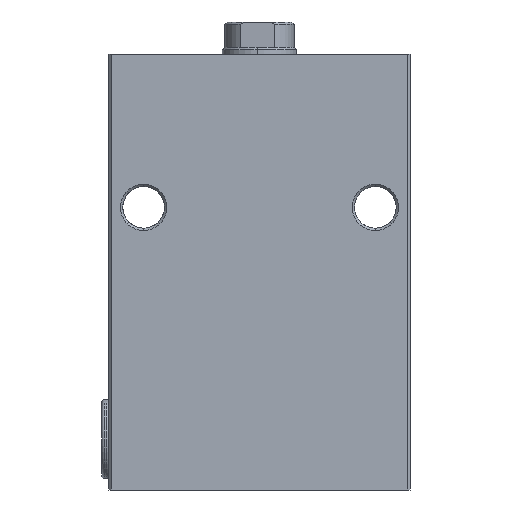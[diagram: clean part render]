
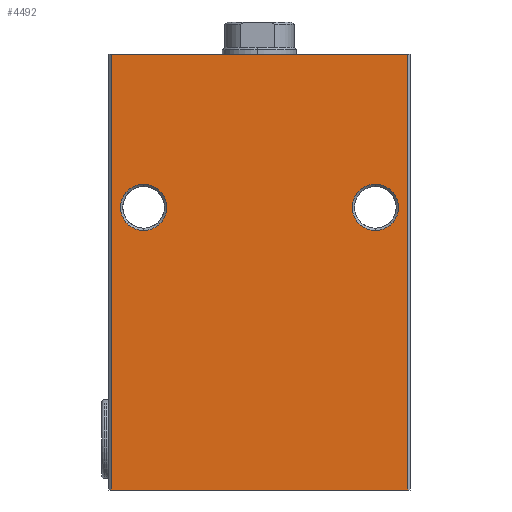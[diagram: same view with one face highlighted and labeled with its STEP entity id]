
A CAD part, front view. The second image highlights one B-rep face of the part: STEP entity #4492.
In plain terms, the highlighted planar face has unit normal (0, -1, 0).
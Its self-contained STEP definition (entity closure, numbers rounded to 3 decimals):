
#17 = CIRCLE ( 'NONE', #2942, 5. ) ;
#218 = DIRECTION ( 'NONE',  ( -1., 0., 0. ) ) ;
#458 = DIRECTION ( 'NONE',  ( -1., 0., 0. ) ) ;
#806 = EDGE_CURVE ( 'NONE', #5854, #1067, #1959, .T. ) ;
#809 = ORIENTED_EDGE ( 'NONE', *, *, #4394, .T. ) ;
#891 = VERTEX_POINT ( 'NONE', #6663 ) ;
#912 = EDGE_CURVE ( 'NONE', #1462, #5162, #997, .T. ) ;
#943 = CARTESIAN_POINT ( 'NONE',  ( -14045.369, 1862.09, 61. ) ) ;
#997 = LINE ( 'NONE', #3253, #4410 ) ;
#1009 = CARTESIAN_POINT ( 'NONE',  ( -13988.369, 1862.09, 0. ) ) ;
#1067 = VERTEX_POINT ( 'NONE', #4483 ) ;
#1077 = CARTESIAN_POINT ( 'NONE',  ( -13988.369, 1862.09, 94. ) ) ;
#1103 = VECTOR ( 'NONE', #4541, 1000. ) ;
#1176 = CARTESIAN_POINT ( 'NONE',  ( -13988.369, 1862.09, 94. ) ) ;
#1184 = CARTESIAN_POINT ( 'NONE',  ( -13995.369, 1862.09, 61. ) ) ;
#1289 = CARTESIAN_POINT ( 'NONE',  ( -13995.369, 1862.09, 66. ) ) ;
#1462 = VERTEX_POINT ( 'NONE', #2063 ) ;
#1490 = DIRECTION ( 'NONE',  ( -1., 0., 0. ) ) ;
#1573 = AXIS2_PLACEMENT_3D ( 'NONE', #6975, #3571, #218 ) ;
#1742 = DIRECTION ( 'NONE',  ( -1., 0., 0. ) ) ;
#1744 = VERTEX_POINT ( 'NONE', #4518 ) ;
#1959 = LINE ( 'NONE', #2253, #3438 ) ;
#2052 = ORIENTED_EDGE ( 'NONE', *, *, #6591, .T. ) ;
#2063 = CARTESIAN_POINT ( 'NONE',  ( -14052.369, 1862.09, 94. ) ) ;
#2253 = CARTESIAN_POINT ( 'NONE',  ( -13988.369, 1862.09, 94. ) ) ;
#2289 = FACE_BOUND ( 'NONE', #3787, .T. ) ;
#2463 = EDGE_LOOP ( 'NONE', ( #3619, #6246, #4716, #4925 ) ) ;
#2467 = FACE_OUTER_BOUND ( 'NONE', #2463, .T. ) ;
#2649 = LINE ( 'NONE', #1009, #5637 ) ;
#2942 = AXIS2_PLACEMENT_3D ( 'NONE', #7220, #3824, #458 ) ;
#3233 = DIRECTION ( 'NONE',  ( 1., 0., 0. ) ) ;
#3253 = CARTESIAN_POINT ( 'NONE',  ( -14052.369, 1862.09, 94. ) ) ;
#3276 = AXIS2_PLACEMENT_3D ( 'NONE', #943, #4864, #1490 ) ;
#3438 = VECTOR ( 'NONE', #3935, 1000. ) ;
#3439 = VERTEX_POINT ( 'NONE', #1289 ) ;
#3571 = DIRECTION ( 'NONE',  ( 0., 1., 0. ) ) ;
#3619 = ORIENTED_EDGE ( 'NONE', *, *, #4388, .T. ) ;
#3787 = EDGE_LOOP ( 'NONE', ( #809, #6405 ) ) ;
#3824 = DIRECTION ( 'NONE',  ( 0., 1., 0. ) ) ;
#3935 = DIRECTION ( 'NONE',  ( 0., 0., -1. ) ) ;
#4151 = EDGE_CURVE ( 'NONE', #891, #3439, #7235, .T. ) ;
#4330 = DIRECTION ( 'NONE',  ( 0., 0., -1. ) ) ;
#4388 = EDGE_CURVE ( 'NONE', #5162, #1067, #2649, .T. ) ;
#4394 = EDGE_CURVE ( 'NONE', #4644, #1744, #17, .T. ) ;
#4410 = VECTOR ( 'NONE', #4330, 1000. ) ;
#4432 = DIRECTION ( 'NONE',  ( 0., 1., 0. ) ) ;
#4483 = CARTESIAN_POINT ( 'NONE',  ( -13988.369, 1862.09, 0. ) ) ;
#4492 = ADVANCED_FACE ( 'NONE', ( #5279, #2289, #2467 ), #5583, .F. ) ;
#4518 = CARTESIAN_POINT ( 'NONE',  ( -14045.369, 1862.09, 66. ) ) ;
#4541 = DIRECTION ( 'NONE',  ( 1., 0., 0. ) ) ;
#4644 = VERTEX_POINT ( 'NONE', #6823 ) ;
#4700 = ORIENTED_EDGE ( 'NONE', *, *, #4151, .T. ) ;
#4716 = ORIENTED_EDGE ( 'NONE', *, *, #7236, .F. ) ;
#4864 = DIRECTION ( 'NONE',  ( 0., 1., 0. ) ) ;
#4925 = ORIENTED_EDGE ( 'NONE', *, *, #912, .T. ) ;
#5083 = AXIS2_PLACEMENT_3D ( 'NONE', #1184, #5125, #1742 ) ;
#5125 = DIRECTION ( 'NONE',  ( 0., 1., 0. ) ) ;
#5162 = VERTEX_POINT ( 'NONE', #5882 ) ;
#5254 = CARTESIAN_POINT ( 'NONE',  ( -13988.369, 1862.09, 94. ) ) ;
#5279 = FACE_BOUND ( 'NONE', #5907, .T. ) ;
#5294 = EDGE_CURVE ( 'NONE', #1744, #4644, #6415, .T. ) ;
#5583 = PLANE ( 'NONE',  #6347 ) ;
#5637 = VECTOR ( 'NONE', #3233, 1000. ) ;
#5854 = VERTEX_POINT ( 'NONE', #5254 ) ;
#5882 = CARTESIAN_POINT ( 'NONE',  ( -14052.369, 1862.09, 0. ) ) ;
#5907 = EDGE_LOOP ( 'NONE', ( #4700, #2052 ) ) ;
#6139 = DIRECTION ( 'NONE',  ( -1., 0., 0. ) ) ;
#6246 = ORIENTED_EDGE ( 'NONE', *, *, #806, .F. ) ;
#6347 = AXIS2_PLACEMENT_3D ( 'NONE', #1077, #4432, #6139 ) ;
#6405 = ORIENTED_EDGE ( 'NONE', *, *, #5294, .T. ) ;
#6415 = CIRCLE ( 'NONE', #3276, 5. ) ;
#6590 = CIRCLE ( 'NONE', #5083, 5. ) ;
#6591 = EDGE_CURVE ( 'NONE', #3439, #891, #6590, .T. ) ;
#6663 = CARTESIAN_POINT ( 'NONE',  ( -13995.369, 1862.09, 56. ) ) ;
#6823 = CARTESIAN_POINT ( 'NONE',  ( -14045.369, 1862.09, 56. ) ) ;
#6934 = LINE ( 'NONE', #1176, #1103 ) ;
#6975 = CARTESIAN_POINT ( 'NONE',  ( -13995.369, 1862.09, 61. ) ) ;
#7220 = CARTESIAN_POINT ( 'NONE',  ( -14045.369, 1862.09, 61. ) ) ;
#7235 = CIRCLE ( 'NONE', #1573, 5. ) ;
#7236 = EDGE_CURVE ( 'NONE', #1462, #5854, #6934, .T. ) ;
